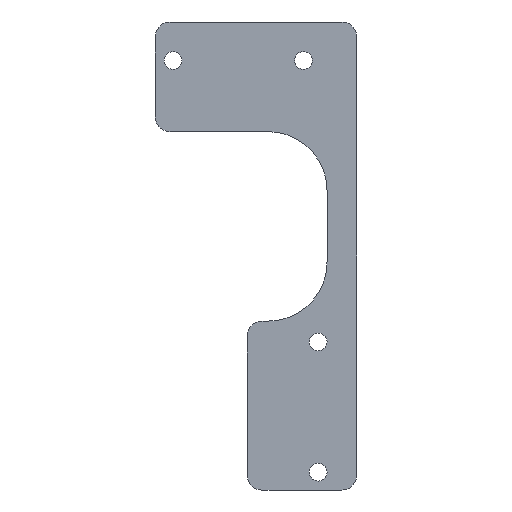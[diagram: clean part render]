
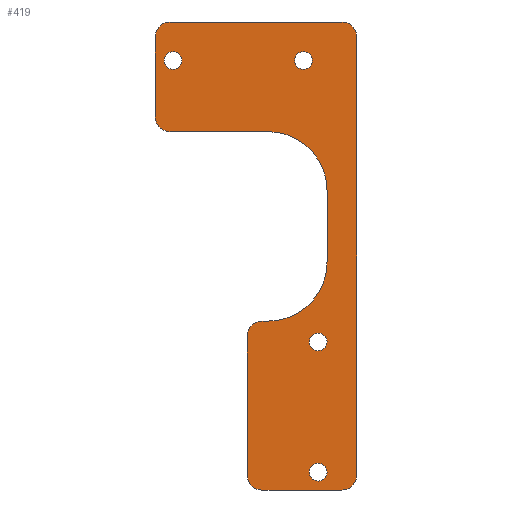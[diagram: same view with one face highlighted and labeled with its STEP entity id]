
A CAD part, front view. The second image highlights one B-rep face of the part: STEP entity #419.
In plain terms, the highlighted planar face has unit normal (0, -1, 0).
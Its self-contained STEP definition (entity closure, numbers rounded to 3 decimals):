
#15=FACE_BOUND('',#62,.T.);
#16=FACE_BOUND('',#63,.T.);
#17=FACE_BOUND('',#64,.T.);
#18=FACE_BOUND('',#65,.T.);
#26=PLANE('',#461);
#39=FACE_OUTER_BOUND('',#61,.T.);
#61=EDGE_LOOP('',(#305,#306,#307,#308,#309,#310,#311,#312,#313,#314,#315,
#316,#317,#318,#319,#320));
#62=EDGE_LOOP('',(#321));
#63=EDGE_LOOP('',(#322));
#64=EDGE_LOOP('',(#323));
#65=EDGE_LOOP('',(#324));
#87=LINE('',#637,#123);
#92=LINE('',#646,#128);
#94=LINE('',#655,#130);
#98=LINE('',#667,#134);
#99=LINE('',#671,#135);
#100=LINE('',#675,#136);
#101=LINE('',#679,#137);
#102=LINE('',#683,#138);
#123=VECTOR('',#507,10.);
#128=VECTOR('',#514,10.);
#130=VECTOR('',#524,10.);
#134=VECTOR('',#536,10.);
#135=VECTOR('',#539,10.);
#136=VECTOR('',#542,10.);
#137=VECTOR('',#545,10.);
#138=VECTOR('',#548,10.);
#157=CIRCLE('',#450,20.);
#160=CIRCLE('',#456,20.);
#162=CIRCLE('',#460,5.);
#163=CIRCLE('',#462,5.);
#164=CIRCLE('',#463,5.);
#165=CIRCLE('',#464,5.);
#166=CIRCLE('',#465,5.);
#167=CIRCLE('',#466,5.);
#168=CIRCLE('',#467,3.);
#169=CIRCLE('',#468,3.);
#170=CIRCLE('',#469,3.);
#171=CIRCLE('',#470,3.);
#181=VERTEX_POINT('',#627);
#182=VERTEX_POINT('',#628);
#185=VERTEX_POINT('',#636);
#188=VERTEX_POINT('',#644);
#190=VERTEX_POINT('',#650);
#191=VERTEX_POINT('',#654);
#194=VERTEX_POINT('',#662);
#195=VERTEX_POINT('',#666);
#196=VERTEX_POINT('',#668);
#197=VERTEX_POINT('',#670);
#198=VERTEX_POINT('',#672);
#199=VERTEX_POINT('',#674);
#200=VERTEX_POINT('',#676);
#201=VERTEX_POINT('',#678);
#202=VERTEX_POINT('',#680);
#203=VERTEX_POINT('',#682);
#204=VERTEX_POINT('',#685);
#205=VERTEX_POINT('',#687);
#206=VERTEX_POINT('',#689);
#207=VERTEX_POINT('',#691);
#221=EDGE_CURVE('',#181,#182,#157,.T.);
#225=EDGE_CURVE('',#185,#182,#87,.F.);
#230=EDGE_CURVE('',#181,#188,#92,.T.);
#232=EDGE_CURVE('',#185,#190,#160,.T.);
#234=EDGE_CURVE('',#190,#191,#94,.T.);
#239=EDGE_CURVE('',#194,#188,#162,.T.);
#240=EDGE_CURVE('',#195,#194,#98,.F.);
#241=EDGE_CURVE('',#196,#195,#163,.T.);
#242=EDGE_CURVE('',#197,#196,#99,.T.);
#243=EDGE_CURVE('',#198,#197,#164,.T.);
#244=EDGE_CURVE('',#199,#198,#100,.T.);
#245=EDGE_CURVE('',#200,#199,#165,.T.);
#246=EDGE_CURVE('',#201,#200,#101,.T.);
#247=EDGE_CURVE('',#202,#201,#166,.T.);
#248=EDGE_CURVE('',#203,#202,#102,.T.);
#249=EDGE_CURVE('',#191,#203,#167,.T.);
#250=EDGE_CURVE('',#204,#204,#168,.T.);
#251=EDGE_CURVE('',#205,#205,#169,.T.);
#252=EDGE_CURVE('',#206,#206,#170,.T.);
#253=EDGE_CURVE('',#207,#207,#171,.T.);
#305=ORIENTED_EDGE('',*,*,#230,.T.);
#306=ORIENTED_EDGE('',*,*,#239,.F.);
#307=ORIENTED_EDGE('',*,*,#240,.F.);
#308=ORIENTED_EDGE('',*,*,#241,.F.);
#309=ORIENTED_EDGE('',*,*,#242,.F.);
#310=ORIENTED_EDGE('',*,*,#243,.F.);
#311=ORIENTED_EDGE('',*,*,#244,.F.);
#312=ORIENTED_EDGE('',*,*,#245,.F.);
#313=ORIENTED_EDGE('',*,*,#246,.F.);
#314=ORIENTED_EDGE('',*,*,#247,.F.);
#315=ORIENTED_EDGE('',*,*,#248,.F.);
#316=ORIENTED_EDGE('',*,*,#249,.F.);
#317=ORIENTED_EDGE('',*,*,#234,.F.);
#318=ORIENTED_EDGE('',*,*,#232,.F.);
#319=ORIENTED_EDGE('',*,*,#225,.T.);
#320=ORIENTED_EDGE('',*,*,#221,.F.);
#321=ORIENTED_EDGE('',*,*,#250,.T.);
#322=ORIENTED_EDGE('',*,*,#251,.T.);
#323=ORIENTED_EDGE('',*,*,#252,.T.);
#324=ORIENTED_EDGE('',*,*,#253,.T.);
#419=ADVANCED_FACE('',(#39,#15,#16,#17,#18),#26,.F.);
#450=AXIS2_PLACEMENT_3D('',#629,#499,#500);
#456=AXIS2_PLACEMENT_3D('',#651,#519,#520);
#460=AXIS2_PLACEMENT_3D('',#664,#532,#533);
#461=AXIS2_PLACEMENT_3D('',#665,#534,#535);
#462=AXIS2_PLACEMENT_3D('',#669,#537,#538);
#463=AXIS2_PLACEMENT_3D('',#673,#540,#541);
#464=AXIS2_PLACEMENT_3D('',#677,#543,#544);
#465=AXIS2_PLACEMENT_3D('',#681,#546,#547);
#466=AXIS2_PLACEMENT_3D('',#684,#549,#550);
#467=AXIS2_PLACEMENT_3D('',#686,#551,#552);
#468=AXIS2_PLACEMENT_3D('',#688,#553,#554);
#469=AXIS2_PLACEMENT_3D('',#690,#555,#556);
#470=AXIS2_PLACEMENT_3D('',#692,#557,#558);
#499=DIRECTION('center_axis',(0.,-1.,0.));
#500=DIRECTION('ref_axis',(0.707,0.,-0.707));
#507=DIRECTION('',(0.,0.,1.));
#514=DIRECTION('',(-1.,0.,0.));
#519=DIRECTION('center_axis',(0.,-1.,0.));
#520=DIRECTION('ref_axis',(0.707,0.,0.707));
#524=DIRECTION('',(-1.,0.,0.));
#532=DIRECTION('center_axis',(0.,1.,0.));
#533=DIRECTION('ref_axis',(-0.707,0.,0.707));
#534=DIRECTION('center_axis',(0.,1.,0.));
#535=DIRECTION('ref_axis',(-1.,0.,0.));
#536=DIRECTION('',(0.,0.,-1.));
#537=DIRECTION('center_axis',(0.,1.,0.));
#538=DIRECTION('ref_axis',(-0.707,0.,-0.707));
#539=DIRECTION('',(-1.,0.,0.));
#540=DIRECTION('center_axis',(0.,1.,0.));
#541=DIRECTION('ref_axis',(0.707,0.,-0.707));
#542=DIRECTION('',(0.,0.,-1.));
#543=DIRECTION('center_axis',(0.,1.,0.));
#544=DIRECTION('ref_axis',(0.707,0.,0.707));
#545=DIRECTION('',(1.,0.,0.));
#546=DIRECTION('center_axis',(0.,1.,0.));
#547=DIRECTION('ref_axis',(-0.707,0.,0.707));
#548=DIRECTION('',(0.,0.,1.));
#549=DIRECTION('center_axis',(0.,1.,0.));
#550=DIRECTION('ref_axis',(-0.707,0.,-0.707));
#551=DIRECTION('center_axis',(0.,1.,0.));
#552=DIRECTION('ref_axis',(-1.,0.,0.));
#553=DIRECTION('center_axis',(0.,1.,0.));
#554=DIRECTION('ref_axis',(-1.,0.,0.));
#555=DIRECTION('center_axis',(0.,1.,0.));
#556=DIRECTION('ref_axis',(-1.,0.,0.));
#557=DIRECTION('center_axis',(0.,1.,0.));
#558=DIRECTION('ref_axis',(-1.,0.,0.));
#627=CARTESIAN_POINT('',(9.839,-44.868,57.978));
#628=CARTESIAN_POINT('',(29.839,-44.868,77.978));
#629=CARTESIAN_POINT('Origin',(9.839,-44.868,77.978));
#636=CARTESIAN_POINT('',(29.839,-44.868,101.978));
#637=CARTESIAN_POINT('',(29.839,-44.868,100.978));
#644=CARTESIAN_POINT('',(7.839,-44.868,57.978));
#646=CARTESIAN_POINT('',(11.089,-44.868,57.978));
#650=CARTESIAN_POINT('',(9.839,-44.868,121.978));
#651=CARTESIAN_POINT('Origin',(9.839,-44.868,101.978));
#654=CARTESIAN_POINT('',(-23.161,-44.868,121.978));
#655=CARTESIAN_POINT('',(-32.911,-44.868,121.978));
#662=CARTESIAN_POINT('',(2.839,-44.868,52.978));
#664=CARTESIAN_POINT('Origin',(7.839,-44.868,52.978));
#665=CARTESIAN_POINT('Origin',(-8.661,-44.868,79.978));
#666=CARTESIAN_POINT('',(2.839,-44.868,5.978));
#667=CARTESIAN_POINT('',(2.839,-44.868,40.478));
#668=CARTESIAN_POINT('',(7.839,-44.868,0.978));
#669=CARTESIAN_POINT('Origin',(7.839,-44.868,5.978));
#670=CARTESIAN_POINT('',(34.839,-44.868,0.978));
#671=CARTESIAN_POINT('',(39.839,-44.868,0.978));
#672=CARTESIAN_POINT('',(39.839,-44.868,5.978));
#673=CARTESIAN_POINT('Origin',(34.839,-44.868,5.978));
#674=CARTESIAN_POINT('',(39.839,-44.868,153.978));
#675=CARTESIAN_POINT('',(39.839,-44.868,56.978));
#676=CARTESIAN_POINT('',(34.839,-44.868,158.978));
#677=CARTESIAN_POINT('Origin',(34.839,-44.868,153.978));
#678=CARTESIAN_POINT('',(-23.161,-44.868,158.978));
#679=CARTESIAN_POINT('',(-28.161,-44.868,158.978));
#680=CARTESIAN_POINT('',(-28.161,-44.868,153.978));
#681=CARTESIAN_POINT('Origin',(-23.161,-44.868,153.978));
#682=CARTESIAN_POINT('',(-28.161,-44.868,126.978));
#683=CARTESIAN_POINT('',(-28.161,-44.868,56.978));
#684=CARTESIAN_POINT('Origin',(-23.161,-44.868,126.978));
#685=CARTESIAN_POINT('',(29.839,-44.868,50.978));
#686=CARTESIAN_POINT('Origin',(26.839,-44.868,50.978));
#687=CARTESIAN_POINT('',(-19.161,-44.868,145.978));
#688=CARTESIAN_POINT('Origin',(-22.161,-44.868,145.978));
#689=CARTESIAN_POINT('',(29.839,-44.868,6.978));
#690=CARTESIAN_POINT('Origin',(26.839,-44.868,6.978));
#691=CARTESIAN_POINT('',(24.839,-44.868,145.978));
#692=CARTESIAN_POINT('Origin',(21.839,-44.868,145.978));
